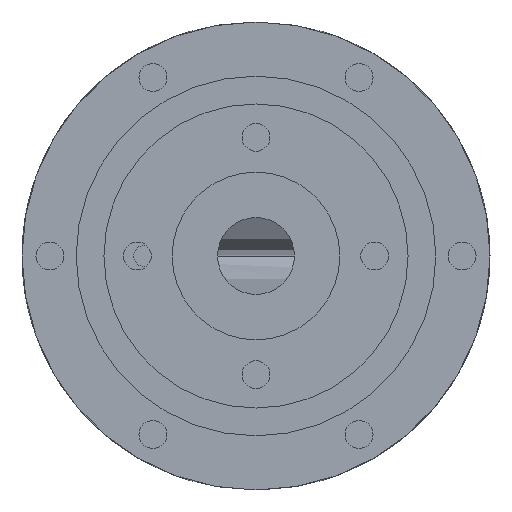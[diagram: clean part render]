
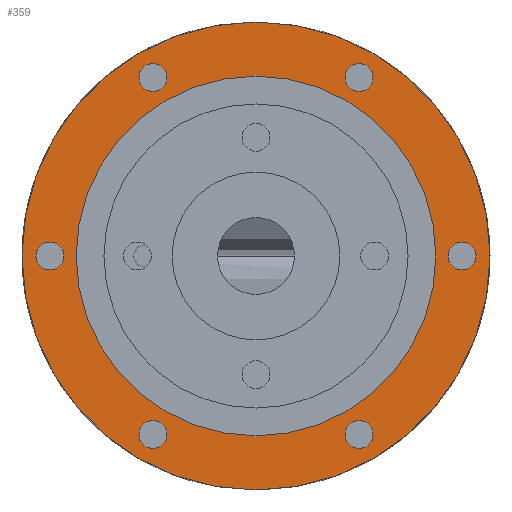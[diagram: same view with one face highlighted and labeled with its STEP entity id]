
A CAD part, left-side view. The second image highlights one B-rep face of the part: STEP entity #359.
In plain terms, the highlighted planar face has unit normal (-1, 0, 0).
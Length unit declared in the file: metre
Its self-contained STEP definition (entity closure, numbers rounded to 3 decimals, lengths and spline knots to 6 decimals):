
#359 = ADVANCED_FACE( '', ( #983, #984, #985, #986, #987, #988, #989, #990 ), #991, .T. );
#983 = FACE_OUTER_BOUND( '', #5873, .T. );
#984 = FACE_BOUND( '', #5874, .T. );
#985 = FACE_BOUND( '', #5875, .T. );
#986 = FACE_BOUND( '', #5876, .T. );
#987 = FACE_BOUND( '', #5877, .T. );
#988 = FACE_BOUND( '', #5878, .T. );
#989 = FACE_BOUND( '', #5879, .T. );
#990 = FACE_BOUND( '', #5880, .T. );
#991 = PLANE( '', #5881 );
#5873 = EDGE_LOOP( '', ( #8332 ) );
#5874 = EDGE_LOOP( '', ( #8333 ) );
#5875 = EDGE_LOOP( '', ( #8334 ) );
#5876 = EDGE_LOOP( '', ( #8335 ) );
#5877 = EDGE_LOOP( '', ( #8336 ) );
#5878 = EDGE_LOOP( '', ( #8337 ) );
#5879 = EDGE_LOOP( '', ( #8338 ) );
#5880 = EDGE_LOOP( '', ( #8339 ) );
#5881 = AXIS2_PLACEMENT_3D( '', #8340, #8341, #8342 );
#8332 = ORIENTED_EDGE( '', *, *, #9480, .F. );
#8333 = ORIENTED_EDGE( '', *, *, #9373, .T. );
#8334 = ORIENTED_EDGE( '', *, *, #9491, .T. );
#8335 = ORIENTED_EDGE( '', *, *, #9374, .T. );
#8336 = ORIENTED_EDGE( '', *, *, #9406, .T. );
#8337 = ORIENTED_EDGE( '', *, *, #9492, .T. );
#8338 = ORIENTED_EDGE( '', *, *, #9353, .T. );
#8339 = ORIENTED_EDGE( '', *, *, #9350, .T. );
#8340 = CARTESIAN_POINT( '', ( -0.068591, 0.021, 0. ) );
#8341 = DIRECTION( '', ( -1., 0., 0. ) );
#8342 = DIRECTION( '', ( 0., 0., 1. ) );
#9350 = EDGE_CURVE( '', #10211, #10211, #10212, .T. );
#9353 = EDGE_CURVE( '', #10217, #10217, #10218, .T. );
#9373 = EDGE_CURVE( '', #10254, #10254, #10255, .T. );
#9374 = EDGE_CURVE( '', #10256, #10256, #10257, .T. );
#9406 = EDGE_CURVE( '', #10314, #10314, #10315, .T. );
#9480 = EDGE_CURVE( '', #10433, #10433, #10434, .T. );
#9491 = EDGE_CURVE( '', #10450, #10450, #10451, .T. );
#9492 = EDGE_CURVE( '', #10452, #10452, #10453, .T. );
#10211 = VERTEX_POINT( '', #14676 );
#10212 = CIRCLE( '', #14677, 0.025742 );
#10217 = VERTEX_POINT( '', #14682 );
#10218 = CIRCLE( '', #14683, 0.002 );
#10254 = VERTEX_POINT( '', #14723 );
#10255 = CIRCLE( '', #14724, 0.002 );
#10256 = VERTEX_POINT( '', #14725 );
#10257 = CIRCLE( '', #14726, 0.002 );
#10314 = VERTEX_POINT( '', #14801 );
#10315 = CIRCLE( '', #14802, 0.002 );
#10433 = VERTEX_POINT( '', #14954 );
#10434 = CIRCLE( '', #14955, 0.0335 );
#10450 = VERTEX_POINT( '', #14975 );
#10451 = CIRCLE( '', #14976, 0.002 );
#10452 = VERTEX_POINT( '', #14977 );
#10453 = CIRCLE( '', #14978, 0.002 );
#14676 = CARTESIAN_POINT( '', ( -0.068591, 0.025742, 0. ) );
#14677 = AXIS2_PLACEMENT_3D( '', #16474, #16475, #16476 );
#14682 = CARTESIAN_POINT( '', ( -0.068591, 0.0275, 0. ) );
#14683 = AXIS2_PLACEMENT_3D( '', #16483, #16484, #16485 );
#14723 = CARTESIAN_POINT( '', ( -0.068591, 0.01375, -0.023816 ) );
#14724 = AXIS2_PLACEMENT_3D( '', #16535, #16536, #16537 );
#14725 = CARTESIAN_POINT( '', ( -0.068591, -0.0275, 0. ) );
#14726 = AXIS2_PLACEMENT_3D( '', #16538, #16539, #16540 );
#14801 = CARTESIAN_POINT( '', ( -0.068591, -0.01375, 0.023816 ) );
#14802 = AXIS2_PLACEMENT_3D( '', #16598, #16599, #16600 );
#14954 = CARTESIAN_POINT( '', ( -0.068591, 0.0335, 0. ) );
#14955 = AXIS2_PLACEMENT_3D( '', #16752, #16753, #16754 );
#14975 = CARTESIAN_POINT( '', ( -0.068591, -0.01375, -0.023816 ) );
#14976 = AXIS2_PLACEMENT_3D( '', #16777, #16778, #16779 );
#14977 = CARTESIAN_POINT( '', ( -0.068591, 0.01375, 0.023816 ) );
#14978 = AXIS2_PLACEMENT_3D( '', #16780, #16781, #16782 );
#16474 = CARTESIAN_POINT( '', ( -0.068591, 0., 0. ) );
#16475 = DIRECTION( '', ( 1., 0., 0. ) );
#16476 = DIRECTION( '', ( 0., 1., 0. ) );
#16483 = CARTESIAN_POINT( '', ( -0.068591, 0.0295, 0. ) );
#16484 = DIRECTION( '', ( 1., 0., 0. ) );
#16485 = DIRECTION( '', ( 0., -1., 0. ) );
#16535 = CARTESIAN_POINT( '', ( -0.068591, 0.01475, -0.025548 ) );
#16536 = DIRECTION( '', ( 1., 0., 0. ) );
#16537 = DIRECTION( '', ( 0., -0.5, 0.866 ) );
#16538 = CARTESIAN_POINT( '', ( -0.068591, -0.0295, 0. ) );
#16539 = DIRECTION( '', ( 1., 0., 0. ) );
#16540 = DIRECTION( '', ( 0., 1., 0. ) );
#16598 = CARTESIAN_POINT( '', ( -0.068591, -0.01475, 0.025548 ) );
#16599 = DIRECTION( '', ( 1., 0., 0. ) );
#16600 = DIRECTION( '', ( 0., 0.5, -0.866 ) );
#16752 = CARTESIAN_POINT( '', ( -0.068591, 0., 0. ) );
#16753 = DIRECTION( '', ( 1., 0., 0. ) );
#16754 = DIRECTION( '', ( 0., 1., 0. ) );
#16777 = CARTESIAN_POINT( '', ( -0.068591, -0.01475, -0.025548 ) );
#16778 = DIRECTION( '', ( 1., 0., 0. ) );
#16779 = DIRECTION( '', ( 0., 0.5, 0.866 ) );
#16780 = CARTESIAN_POINT( '', ( -0.068591, 0.01475, 0.025548 ) );
#16781 = DIRECTION( '', ( 1., 0., 0. ) );
#16782 = DIRECTION( '', ( 0., -0.5, -0.866 ) );
